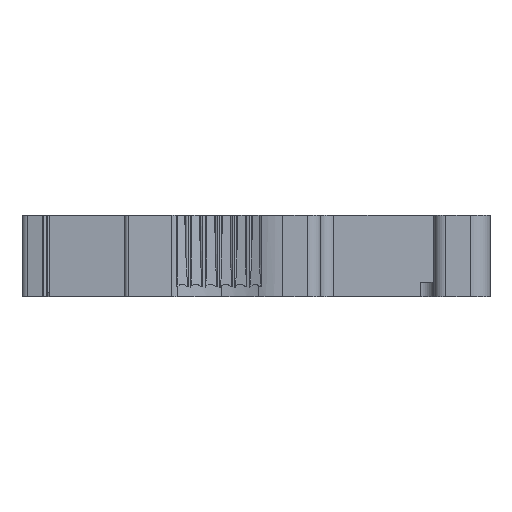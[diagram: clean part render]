
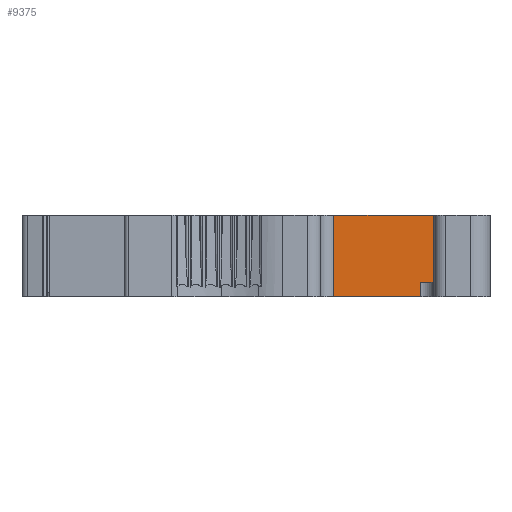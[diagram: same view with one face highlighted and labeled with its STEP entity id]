
A CAD part, left-side view. The second image highlights one B-rep face of the part: STEP entity #9375.
In plain terms, the highlighted planar face has unit normal (-1, 0, 0).
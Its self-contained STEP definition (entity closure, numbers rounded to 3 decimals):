
#333 = DIRECTION ( 'NONE',  ( 0., 0., 1. ) ) ;
#681 = VERTEX_POINT ( 'NONE', #13170 ) ;
#711 = ORIENTED_EDGE ( 'NONE', *, *, #8386, .T. ) ;
#1221 = EDGE_CURVE ( 'NONE', #12683, #9769, #14930, .T. ) ;
#1443 = ORIENTED_EDGE ( 'NONE', *, *, #3571, .F. ) ;
#1685 = VECTOR ( 'NONE', #8688, 1000. ) ;
#1873 = ORIENTED_EDGE ( 'NONE', *, *, #10642, .T. ) ;
#2641 = VERTEX_POINT ( 'NONE', #12416 ) ;
#2646 = VECTOR ( 'NONE', #15145, 1000. ) ;
#3159 = CARTESIAN_POINT ( 'NONE',  ( -26.062, 5.7, -6.2 ) ) ;
#3571 = EDGE_CURVE ( 'NONE', #681, #12683, #3733, .T. ) ;
#3598 = CARTESIAN_POINT ( 'NONE',  ( -26.062, -4.15, -5.1 ) ) ;
#3733 = LINE ( 'NONE', #7355, #6554 ) ;
#3813 = CARTESIAN_POINT ( 'NONE',  ( -26.062, 5.7, 0. ) ) ;
#4655 = AXIS2_PLACEMENT_3D ( 'NONE', #3813, #9895, #10929 ) ;
#4786 = ORIENTED_EDGE ( 'NONE', *, *, #1221, .F. ) ;
#4995 = VERTEX_POINT ( 'NONE', #13225 ) ;
#5196 = EDGE_LOOP ( 'NONE', ( #5457, #711, #6235, #1873, #4786, #1443 ) ) ;
#5457 = ORIENTED_EDGE ( 'NONE', *, *, #9856, .T. ) ;
#5719 = LINE ( 'NONE', #10393, #11280 ) ;
#5777 = CARTESIAN_POINT ( 'NONE',  ( -26.062, -0.9, 0. ) ) ;
#6177 = FACE_OUTER_BOUND ( 'NONE', #5196, .T. ) ;
#6235 = ORIENTED_EDGE ( 'NONE', *, *, #8795, .F. ) ;
#6554 = VECTOR ( 'NONE', #333, 1000. ) ;
#7014 = DIRECTION ( 'NONE',  ( 0., -1., 0. ) ) ;
#7355 = CARTESIAN_POINT ( 'NONE',  ( -26.062, 5.7, 0. ) ) ;
#7653 = CARTESIAN_POINT ( 'NONE',  ( -26.062, -4.15, 0. ) ) ;
#8386 = EDGE_CURVE ( 'NONE', #2641, #4995, #11863, .T. ) ;
#8688 = DIRECTION ( 'NONE',  ( 0., -1., 0. ) ) ;
#8795 = EDGE_CURVE ( 'NONE', #14219, #4995, #10587, .T. ) ;
#9375 = ADVANCED_FACE ( 'NONE', ( #6177 ), #12265, .F. ) ;
#9769 = VERTEX_POINT ( 'NONE', #7653 ) ;
#9856 = EDGE_CURVE ( 'NONE', #681, #2641, #12949, .T. ) ;
#9895 = DIRECTION ( 'NONE',  ( 1., 0., 0. ) ) ;
#10393 = CARTESIAN_POINT ( 'NONE',  ( -26.062, -4.15, -5.1 ) ) ;
#10465 = DIRECTION ( 'NONE',  ( 0., 0., 1. ) ) ;
#10587 = LINE ( 'NONE', #11540, #2646 ) ;
#10642 = EDGE_CURVE ( 'NONE', #14219, #9769, #5719, .T. ) ;
#10929 = DIRECTION ( 'NONE',  ( 0., 1., 0. ) ) ;
#10985 = CARTESIAN_POINT ( 'NONE',  ( -26.062, 5.7, 0. ) ) ;
#11280 = VECTOR ( 'NONE', #10465, 1000. ) ;
#11540 = CARTESIAN_POINT ( 'NONE',  ( -26.062, -3.95, -5.1 ) ) ;
#11676 = VECTOR ( 'NONE', #11941, 1000. ) ;
#11863 = LINE ( 'NONE', #5777, #11676 ) ;
#11941 = DIRECTION ( 'NONE',  ( 0., 0., 1. ) ) ;
#12265 = PLANE ( 'NONE',  #4655 ) ;
#12416 = CARTESIAN_POINT ( 'NONE',  ( -26.062, -0.9, -6.2 ) ) ;
#12683 = VERTEX_POINT ( 'NONE', #13099 ) ;
#12949 = LINE ( 'NONE', #3159, #14776 ) ;
#13099 = CARTESIAN_POINT ( 'NONE',  ( -26.062, 5.7, 0. ) ) ;
#13170 = CARTESIAN_POINT ( 'NONE',  ( -26.062, 5.7, -6.2 ) ) ;
#13225 = CARTESIAN_POINT ( 'NONE',  ( -26.062, -0.9, -5.1 ) ) ;
#14219 = VERTEX_POINT ( 'NONE', #3598 ) ;
#14776 = VECTOR ( 'NONE', #7014, 1000. ) ;
#14930 = LINE ( 'NONE', #10985, #1685 ) ;
#15145 = DIRECTION ( 'NONE',  ( 0., 1., 0. ) ) ;
